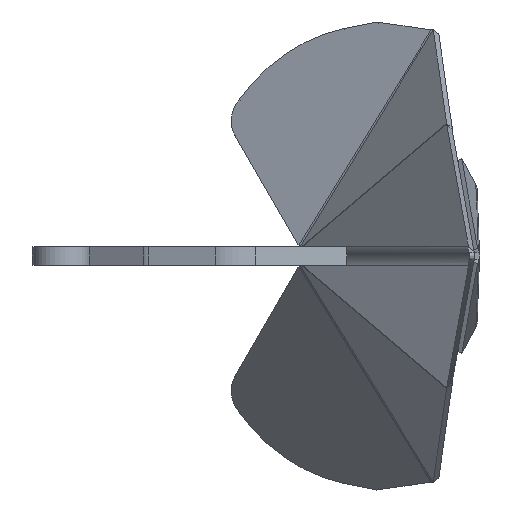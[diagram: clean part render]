
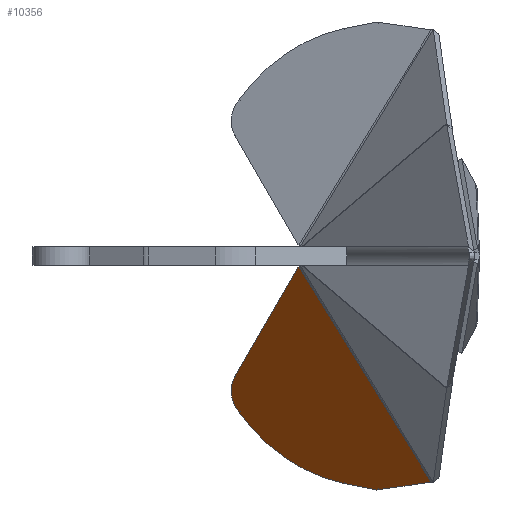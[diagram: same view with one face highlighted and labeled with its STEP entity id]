
A CAD part, left-side view. The second image highlights one B-rep face of the part: STEP entity #10356.
In plain terms, the highlighted face is planar.
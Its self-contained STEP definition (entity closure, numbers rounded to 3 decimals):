
#9241=DIRECTION('',(0.746,-0.322,-0.583));
#9242=VECTOR('',#9241,111.579);
#9243=CARTESIAN_POINT('',(348.461,-3.227,
-6.956));
#9244=LINE('',#9243,#9242);
#9245=DIRECTION('',(0.848,0.138,-0.512));
#9246=VECTOR('',#9245,1.18);
#9247=CARTESIAN_POINT('',(347.461,-3.389,
-6.352));
#9248=LINE('',#9247,#9246);
#9249=DIRECTION('',(-0.832,-0.335,0.443));
#9250=VECTOR('',#9249,45.464);
#9251=CARTESIAN_POINT('',(383.164,-149.941,
-73.482));
#9252=LINE('',#9251,#9250);
#9253=DIRECTION('',(-0.736,-0.607,0.299));
#9254=VECTOR('',#9253,25.554);
#9255=CARTESIAN_POINT('',(401.979,-134.429,
-81.122));
#9256=LINE('',#9255,#9254);
#9257=CARTESIAN_POINT('',(362.29,-63.012,
-33.861));
#9258=DIRECTION('',(-0.53,0.243,-0.812));
#9259=DIRECTION('',(0.842,0.039,-0.538));
#9260=AXIS2_PLACEMENT_3D('',#9257,#9258,#9259);
#9262=CARTESIAN_POINT('',(422.409,-60.206,
-72.257));
#9263=DIRECTION('',(-0.53,0.243,-0.812));
#9264=DIRECTION('',(0.403,0.915,0.01));
#9265=AXIS2_PLACEMENT_3D('',#9262,#9263,#9264);
#9267=DIRECTION('',(-0.013,-0.96,-0.279));
#9268=VECTOR('',#9267,168.461);
#9269=CARTESIAN_POINT('',(347.461,-3.389,
-6.352));
#9270=LINE('',#9269,#9268);
#9497=CARTESIAN_POINT('',(431.684,-39.16,
-72.016));
#9498=CARTESIAN_POINT('',(441.777,-59.302,
-84.627));
#9499=VERTEX_POINT('',#9497);
#9500=VERTEX_POINT('',#9498);
#9501=CARTESIAN_POINT('',(401.979,-134.429,
-81.122));
#9502=VERTEX_POINT('',#9501);
#9503=CARTESIAN_POINT('',(383.164,-149.941,
-73.482));
#9504=VERTEX_POINT('',#9503);
#9509=CARTESIAN_POINT('',(345.344,-165.149,
-53.348));
#9511=VERTEX_POINT('',#9509);
#9562=CARTESIAN_POINT('',(348.461,-3.227,
-6.956));
#9563=VERTEX_POINT('',#9562);
#9566=CARTESIAN_POINT('',(347.461,-3.389,
-6.352));
#9567=VERTEX_POINT('',#9566);
#10337=CARTESIAN_POINT('',(52.038,-46.578,
173.533));
#10338=DIRECTION('',(-0.53,0.243,-0.812));
#10339=DIRECTION('',(0.848,0.138,-0.512));
#10340=AXIS2_PLACEMENT_3D('',#10337,#10338,#10339);
#10341=PLANE('',#10340);
#10342=ORIENTED_EDGE('',*,*,#10316,.F.);
#10343=ORIENTED_EDGE('',*,*,#10331,.F.);
#10345=ORIENTED_EDGE('',*,*,#10344,.T.);
#10347=ORIENTED_EDGE('',*,*,#10346,.F.);
#10349=ORIENTED_EDGE('',*,*,#10348,.F.);
#10351=ORIENTED_EDGE('',*,*,#10350,.F.);
#10353=ORIENTED_EDGE('',*,*,#10352,.F.);
#10354=EDGE_LOOP('',(#10342,#10343,#10345,#10347,#10349,#10351,#10353));
#10355=FACE_OUTER_BOUND('',#10354,.F.);
#9261=CIRCLE('',#9260,94.388);
#9266=CIRCLE('',#9265,23.);
#10316=EDGE_CURVE('',#9563,#9499,#9244,.T.);
#10331=EDGE_CURVE('',#9567,#9563,#9248,.T.);
#10344=EDGE_CURVE('',#9567,#9511,#9270,.T.);
#10346=EDGE_CURVE('',#9504,#9511,#9252,.T.);
#10348=EDGE_CURVE('',#9502,#9504,#9256,.T.);
#10350=EDGE_CURVE('',#9500,#9502,#9261,.T.);
#10352=EDGE_CURVE('',#9499,#9500,#9266,.T.);
#10356=ADVANCED_FACE('',(#10355),#10341,.T.);
